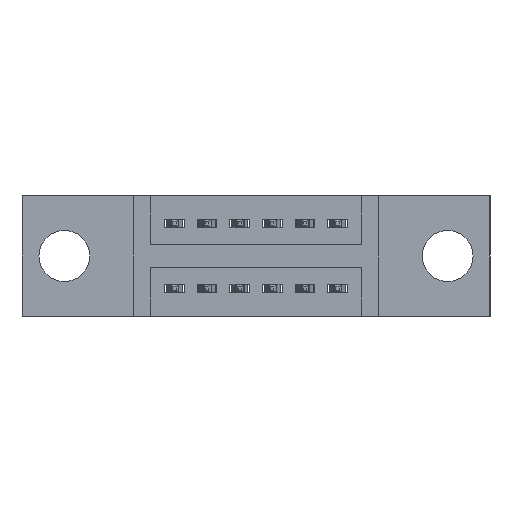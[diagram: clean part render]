
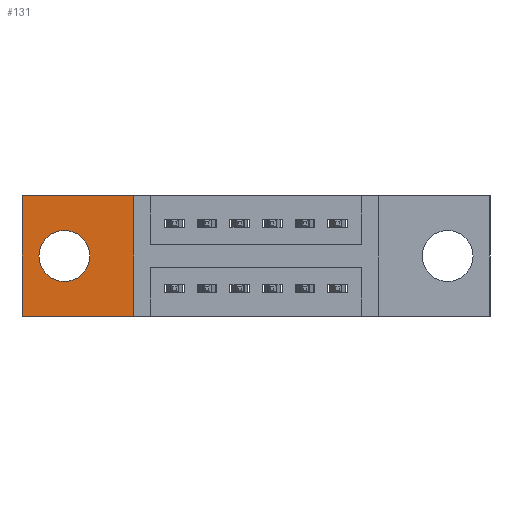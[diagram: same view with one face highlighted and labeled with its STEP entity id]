
A CAD part, front view. The second image highlights one B-rep face of the part: STEP entity #131.
In plain terms, the highlighted planar face has unit normal (0, -1, 0).
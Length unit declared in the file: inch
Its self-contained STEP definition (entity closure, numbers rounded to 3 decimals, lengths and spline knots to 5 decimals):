
#82 = CARTESIAN_POINT ( 'NONE',  ( 0., 0.17, 0. ) ) ;
#131 = ADVANCED_FACE ( 'NONE', ( #7941, #9513 ), #2491, .T. ) ;
#186 = VERTEX_POINT ( 'NONE', #5924 ) ;
#867 = LINE ( 'NONE', #82, #1892 ) ;
#1269 = LINE ( 'NONE', #10120, #1780 ) ;
#1281 = VERTEX_POINT ( 'NONE', #6928 ) ;
#1461 = VERTEX_POINT ( 'NONE', #7533 ) ;
#1494 = ORIENTED_EDGE ( 'NONE', *, *, #6338, .F. ) ;
#1730 = DIRECTION ( 'NONE',  ( 0., 0., -1. ) ) ;
#1754 = AXIS2_PLACEMENT_3D ( 'NONE', #8744, #5626, #1730 ) ;
#1762 = VERTEX_POINT ( 'NONE', #9858 ) ;
#1779 = VERTEX_POINT ( 'NONE', #3575 ) ;
#1780 = VECTOR ( 'NONE', #7784, 39.37008 ) ;
#1892 = VECTOR ( 'NONE', #5632, 39.37008 ) ;
#1895 = ORIENTED_EDGE ( 'NONE', *, *, #9312, .T. ) ;
#2333 = CARTESIAN_POINT ( 'NONE',  ( 0.13, 0.17, -0.185 ) ) ;
#2491 = PLANE ( 'NONE',  #1754 ) ;
#2807 = DIRECTION ( 'NONE',  ( 1., 0., 0. ) ) ;
#2889 = DIRECTION ( 'NONE',  ( 0., 0., -1. ) ) ;
#2908 = DIRECTION ( 'NONE',  ( 0., 0., -1. ) ) ;
#3133 = AXIS2_PLACEMENT_3D ( 'NONE', #2333, #7672, #9308 ) ;
#3494 = EDGE_LOOP ( 'NONE', ( #1895, #8481, #7642, #7969 ) ) ;
#3575 = CARTESIAN_POINT ( 'NONE',  ( 0., 0.17, -0.37 ) ) ;
#3740 = DIRECTION ( 'NONE',  ( 0., -1., 0. ) ) ;
#4422 = AXIS2_PLACEMENT_3D ( 'NONE', #8491, #3740, #2908 ) ;
#5020 = EDGE_LOOP ( 'NONE', ( #9807, #1494 ) ) ;
#5286 = VECTOR ( 'NONE', #2889, 39.37008 ) ;
#5626 = DIRECTION ( 'NONE',  ( 0., -1., 0. ) ) ;
#5632 = DIRECTION ( 'NONE',  ( -1., 0., 0. ) ) ;
#5650 = EDGE_CURVE ( 'NONE', #1762, #9271, #867, .T. ) ;
#5891 = EDGE_CURVE ( 'NONE', #1779, #1461, #9825, .T. ) ;
#5896 = EDGE_CURVE ( 'NONE', #1461, #1762, #1269, .T. ) ;
#5900 = CIRCLE ( 'NONE', #3133, 0.078 ) ;
#5924 = CARTESIAN_POINT ( 'NONE',  ( 0.13, 0.17, -0.263 ) ) ;
#6338 = EDGE_CURVE ( 'NONE', #186, #1281, #6371, .T. ) ;
#6371 = CIRCLE ( 'NONE', #4422, 0.078 ) ;
#6928 = CARTESIAN_POINT ( 'NONE',  ( 0.13, 0.17, -0.107 ) ) ;
#7354 = CARTESIAN_POINT ( 'NONE',  ( 0., 0.17, 0. ) ) ;
#7475 = CARTESIAN_POINT ( 'NONE',  ( 0., 0.17, -0.37 ) ) ;
#7533 = CARTESIAN_POINT ( 'NONE',  ( 0.3425, 0.17, -0.37 ) ) ;
#7615 = EDGE_CURVE ( 'NONE', #1281, #186, #5900, .T. ) ;
#7642 = ORIENTED_EDGE ( 'NONE', *, *, #5896, .T. ) ;
#7672 = DIRECTION ( 'NONE',  ( 0., -1., 0. ) ) ;
#7784 = DIRECTION ( 'NONE',  ( 0., 0., 1. ) ) ;
#7941 = FACE_BOUND ( 'NONE', #5020, .T. ) ;
#7969 = ORIENTED_EDGE ( 'NONE', *, *, #5650, .T. ) ;
#8424 = CARTESIAN_POINT ( 'NONE',  ( 0., 0.17, 0. ) ) ;
#8481 = ORIENTED_EDGE ( 'NONE', *, *, #5891, .T. ) ;
#8491 = CARTESIAN_POINT ( 'NONE',  ( 0.13, 0.17, -0.185 ) ) ;
#8499 = VECTOR ( 'NONE', #2807, 39.37008 ) ;
#8744 = CARTESIAN_POINT ( 'NONE',  ( 0., 0.17, -0.37 ) ) ;
#8844 = LINE ( 'NONE', #8424, #5286 ) ;
#9271 = VERTEX_POINT ( 'NONE', #7354 ) ;
#9308 = DIRECTION ( 'NONE',  ( 0., 0., -1. ) ) ;
#9312 = EDGE_CURVE ( 'NONE', #9271, #1779, #8844, .T. ) ;
#9513 = FACE_OUTER_BOUND ( 'NONE', #3494, .T. ) ;
#9807 = ORIENTED_EDGE ( 'NONE', *, *, #7615, .F. ) ;
#9825 = LINE ( 'NONE', #7475, #8499 ) ;
#9858 = CARTESIAN_POINT ( 'NONE',  ( 0.3425, 0.17, 0. ) ) ;
#10120 = CARTESIAN_POINT ( 'NONE',  ( 0.3425, 0.17, 0. ) ) ;
